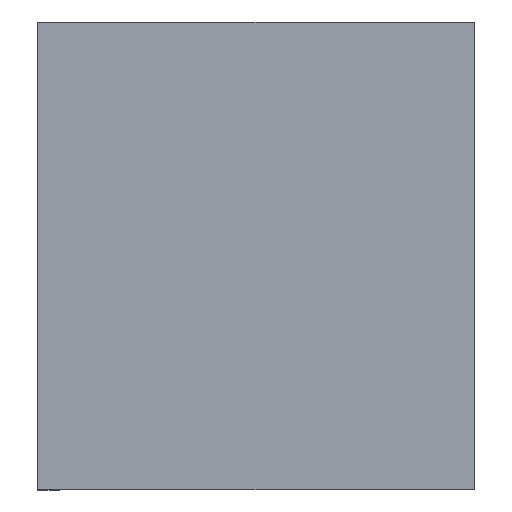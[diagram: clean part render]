
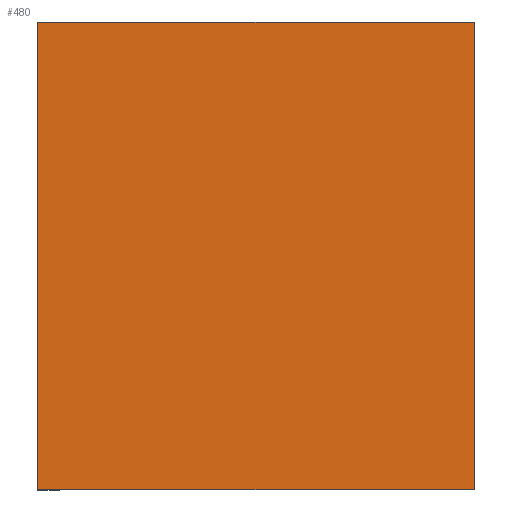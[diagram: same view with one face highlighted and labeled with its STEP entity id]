
A CAD part, left-side view. The second image highlights one B-rep face of the part: STEP entity #480.
In plain terms, the highlighted planar face has unit normal (-1, 0, 0).
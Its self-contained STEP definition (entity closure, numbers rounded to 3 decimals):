
#22 = DIRECTION ( 'NONE',  ( 0., 0., -1. ) ) ;
#25 = CARTESIAN_POINT ( 'NONE',  ( -0.3, 0., 0.15 ) ) ;
#75 = DIRECTION ( 'NONE',  ( 0., 0., -1. ) ) ;
#103 = VECTOR ( 'NONE', #75, 1000. ) ;
#177 = LINE ( 'NONE', #547, #389 ) ;
#193 = EDGE_CURVE ( 'NONE', #906, #778, #1145, .T. ) ;
#205 = ORIENTED_EDGE ( 'NONE', *, *, #427, .F. ) ;
#216 = LINE ( 'NONE', #223, #999 ) ;
#223 = CARTESIAN_POINT ( 'NONE',  ( -0.3, 0., 0.15 ) ) ;
#224 = LINE ( 'NONE', #894, #1098 ) ;
#241 = FACE_OUTER_BOUND ( 'NONE', #1196, .T. ) ;
#295 = DIRECTION ( 'NONE',  ( 0., 0., -1. ) ) ;
#351 = ORIENTED_EDGE ( 'NONE', *, *, #1065, .T. ) ;
#375 = ORIENTED_EDGE ( 'NONE', *, *, #193, .T. ) ;
#389 = VECTOR ( 'NONE', #1165, 1000. ) ;
#427 = EDGE_CURVE ( 'NONE', #711, #571, #216, .T. ) ;
#480 = ADVANCED_FACE ( 'NONE', ( #241 ), #501, .F. ) ;
#501 = PLANE ( 'NONE',  #982 ) ;
#547 = CARTESIAN_POINT ( 'NONE',  ( -0.3, 0., -0.15 ) ) ;
#571 = VERTEX_POINT ( 'NONE', #1048 ) ;
#578 = CARTESIAN_POINT ( 'NONE',  ( -0.3, 0.28, -0.15 ) ) ;
#676 = DIRECTION ( 'NONE',  ( 1., 0., 0. ) ) ;
#704 = DIRECTION ( 'NONE',  ( 0., -1., 0. ) ) ;
#711 = VERTEX_POINT ( 'NONE', #870 ) ;
#725 = CARTESIAN_POINT ( 'NONE',  ( -0.3, 0.28, 0.15 ) ) ;
#778 = VERTEX_POINT ( 'NONE', #578 ) ;
#870 = CARTESIAN_POINT ( 'NONE',  ( -0.3, 0., 0.15 ) ) ;
#894 = CARTESIAN_POINT ( 'NONE',  ( -0.3, 0., 0.15 ) ) ;
#906 = VERTEX_POINT ( 'NONE', #725 ) ;
#946 = CARTESIAN_POINT ( 'NONE',  ( -0.3, 0.28, 0.15 ) ) ;
#982 = AXIS2_PLACEMENT_3D ( 'NONE', #25, #676, #295 ) ;
#999 = VECTOR ( 'NONE', #22, 1000. ) ;
#1048 = CARTESIAN_POINT ( 'NONE',  ( -0.3, 0., -0.15 ) ) ;
#1065 = EDGE_CURVE ( 'NONE', #778, #571, #177, .T. ) ;
#1098 = VECTOR ( 'NONE', #704, 1000. ) ;
#1145 = LINE ( 'NONE', #946, #103 ) ;
#1159 = EDGE_CURVE ( 'NONE', #906, #711, #224, .T. ) ;
#1165 = DIRECTION ( 'NONE',  ( 0., -1., 0. ) ) ;
#1172 = ORIENTED_EDGE ( 'NONE', *, *, #1159, .F. ) ;
#1196 = EDGE_LOOP ( 'NONE', ( #351, #205, #1172, #375 ) ) ;
